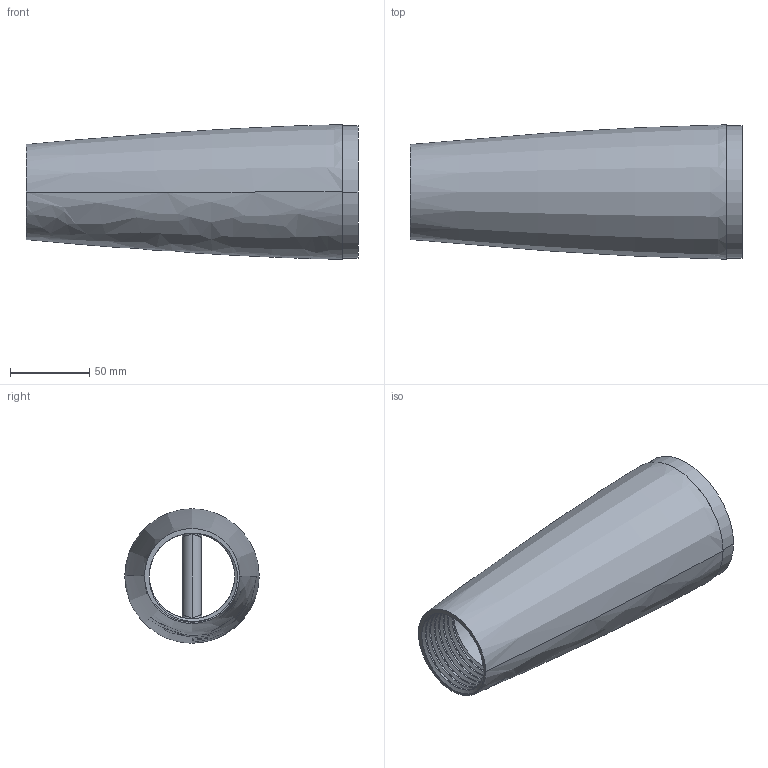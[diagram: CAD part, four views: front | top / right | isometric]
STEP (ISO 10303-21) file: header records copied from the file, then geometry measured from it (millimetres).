
FILE_DESCRIPTION (( 'STEP AP214' ), '1' );
FILE_NAME ('Glassed Nosecone Bottom.STEP', '2024-07-08T01:00:32', ( '' ), ( '' ), 'SwSTEP 2.0', 'SolidWorks 2024', '' );
FILE_SCHEMA (( 'AUTOMOTIVE_DESIGN' ));
Length unit declared in the file: millimetre
Products named in the file (1): Glassed Nosecone Bottom
Bounding box: 210 x 85 x 85 mm (x, y, z)
Volume: 157140.8 mm3; surface area: 106069.6 mm2
Topology: 1 solids, 1 shells, 39 faces, 100 edges, 65 vertices
Faces by surface type: cylinder 24, bspline 9, plane 4, torus 2
Entity records: 4513 total; most frequent: CARTESIAN_POINT 3684, ORIENTED_EDGE 200, DIRECTION 133, EDGE_CURVE 100, VERTEX_POINT 65, AXIS2_PLACEMENT_3D 55, EDGE_LOOP 45, FACE_OUTER_BOUND 39
